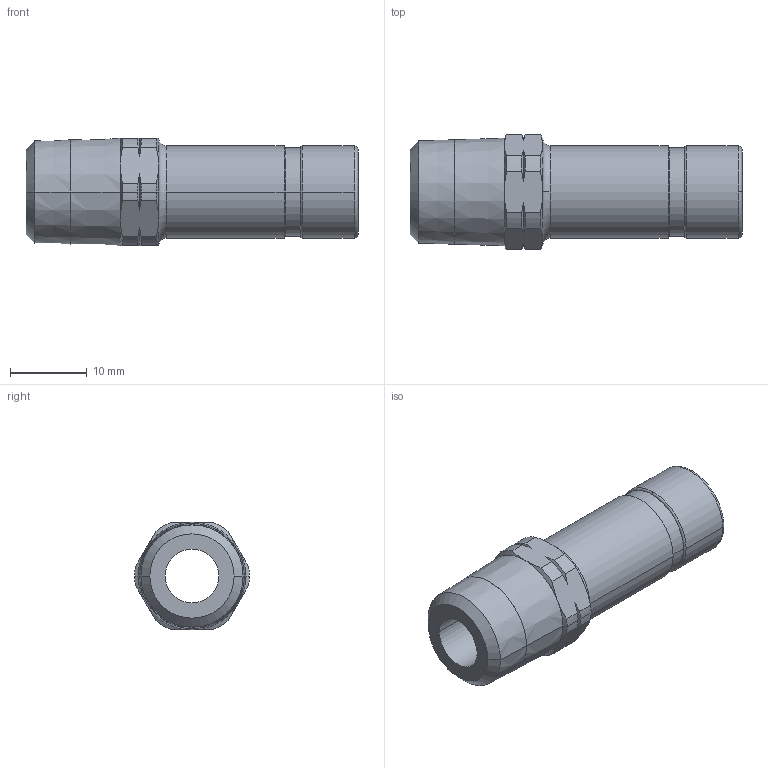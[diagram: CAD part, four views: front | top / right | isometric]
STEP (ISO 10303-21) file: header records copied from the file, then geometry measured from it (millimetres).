
FILE_DESCRIPTION(('STEP AP214'),'1');
FILE_NAME('3821_12_14.stp','2016-07-07T14:27:35',('TraceParts'),('TraceParts S.A.'),'Spatial InterOp 3D',' ',' ');
FILE_SCHEMA(('automotive_design'));
Length unit declared in the file: millimetre
Products named in the file (1): 1
Bounding box: 43.3 x 15 x 14.02 mm (x, y, z)
Volume: 2587.2 mm3; surface area: 3254.1 mm2
Topology: 1 solids, 1 shells, 85 faces, 209 edges, 129 vertices
Faces by surface type: cone 42, cylinder 26, plane 11, torus 6
Entity records: 2539 total; most frequent: CARTESIAN_POINT 568, DIRECTION 438, ORIENTED_EDGE 418, EDGE_CURVE 209, AXIS2_PLACEMENT_3D 191, VERTEX_POINT 129, CIRCLE 105, EDGE_LOOP 90
